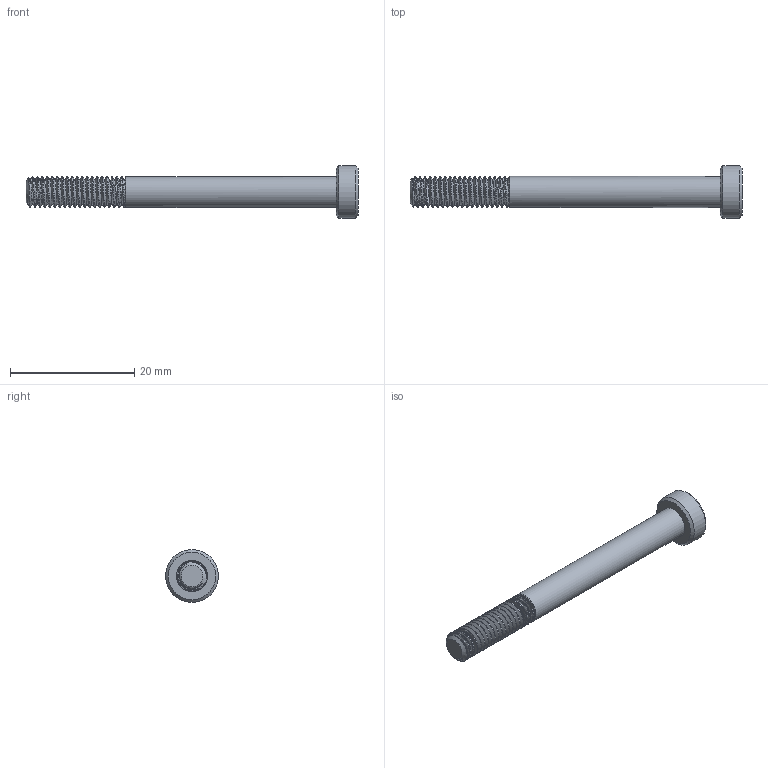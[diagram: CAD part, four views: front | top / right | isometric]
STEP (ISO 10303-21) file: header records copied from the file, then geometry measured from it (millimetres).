
FILE_DESCRIPTION(/* description */ (''),/* implementation_level */ '2;1');
FILE_NAME(/* name */ 'M5x50LHSCS-0 v1.step',/* time_stamp */ '2020-09-14T15:01:27-04:00',/* author */ (''),/* organization */ (''),/* preprocessor_version */ 'ST-DEVELOPER v18.1',/* originating_system */ 'Autodesk Translation Framework v9.3.0.1241',/* authorisation */ '');
FILE_SCHEMA (('AUTOMOTIVE_DESIGN { 1 0 10303 214 3 1 1 }'));
Length unit declared in the file: millimetre
Products named in the file (2): M5x50LHSCS-0; 92855A537
Assembly tree (1 placements, depth 2):
  M5x50LHSCS-0
    92855A537
Bounding box: 53.5 x 8.5 x 8.5 mm (x, y, z)
Volume: 1096.3 mm3; surface area: 1136 mm2
Topology: 1 solids, 1 shells, 66 faces, 173 edges, 111 vertices
Faces by surface type: cylinder 43, plane 11, cone 10, bspline 2
Full cylindrical faces by diameter (mm): 3.961 x19, 5 x20, 8.5 x1
Entity records: 7846 total; most frequent: CARTESIAN_POINT 6355, ORIENTED_EDGE 346, DIRECTION 229, EDGE_CURVE 173, VERTEX_POINT 111, B_SPLINE_CURVE_WITH_KNOTS 91, AXIS2_PLACEMENT_3D 86, EDGE_LOOP 68
